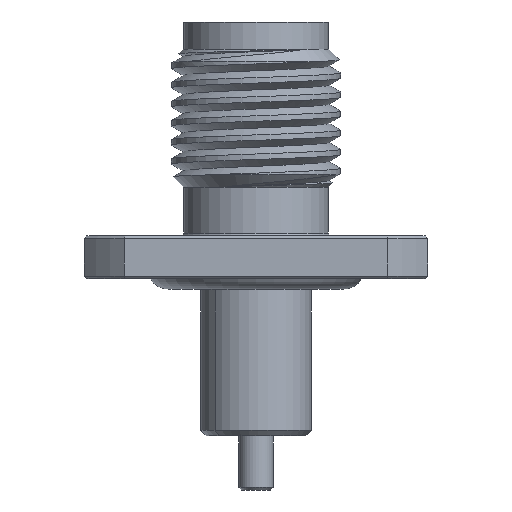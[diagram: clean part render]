
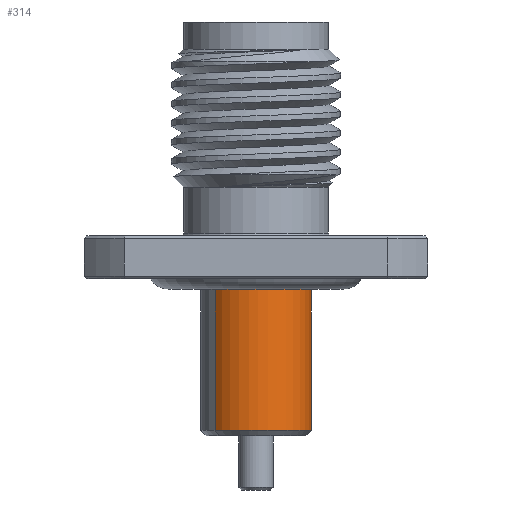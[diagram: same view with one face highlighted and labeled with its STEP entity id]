
A CAD part, front view. The second image highlights one B-rep face of the part: STEP entity #314.
In plain terms, the highlighted cylindrical face has radius 2.05 mm (diameter 4.1 mm), a partial arc.
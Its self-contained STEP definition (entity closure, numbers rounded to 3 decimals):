
#48 = ORIENTED_EDGE ( 'NONE', *, *, #1995, .F. ) ;
#121 = DIRECTION ( 'NONE',  ( 0., 0., 1. ) ) ;
#197 = CARTESIAN_POINT ( 'NONE',  ( -1.511, -1.386, -2. ) ) ;
#314 = ADVANCED_FACE ( 'NONE', ( #2451 ), #1880, .T. ) ;
#361 = EDGE_CURVE ( 'NONE', #4403, #4130, #1812, .T. ) ;
#574 = LINE ( 'NONE', #197, #853 ) ;
#657 = CARTESIAN_POINT ( 'NONE',  ( -1.511, -1.386, -15.1 ) ) ;
#672 = CARTESIAN_POINT ( 'NONE',  ( 0., 0., -15.1 ) ) ;
#774 = EDGE_LOOP ( 'NONE', ( #1484, #3565, #1041, #48 ) ) ;
#853 = VECTOR ( 'NONE', #2597, 1000. ) ;
#856 = CARTESIAN_POINT ( 'NONE',  ( 1.511, 1.386, -2. ) ) ;
#963 = DIRECTION ( 'NONE',  ( 0.737, 0.676, 0. ) ) ;
#1041 = ORIENTED_EDGE ( 'NONE', *, *, #361, .T. ) ;
#1319 = CARTESIAN_POINT ( 'NONE',  ( 0., 0., -6.6 ) ) ;
#1484 = ORIENTED_EDGE ( 'NONE', *, *, #3246, .F. ) ;
#1696 = DIRECTION ( 'NONE',  ( 0., 0., 1. ) ) ;
#1724 = AXIS2_PLACEMENT_3D ( 'NONE', #672, #1696, #3054 ) ;
#1796 = EDGE_CURVE ( 'NONE', #2861, #4403, #2500, .T. ) ;
#1812 = LINE ( 'NONE', #856, #3035 ) ;
#1880 = CYLINDRICAL_SURFACE ( 'NONE', #1976, 2.05 ) ;
#1976 = AXIS2_PLACEMENT_3D ( 'NONE', #3877, #121, #3898 ) ;
#1995 = EDGE_CURVE ( 'NONE', #4302, #4130, #2984, .T. ) ;
#2185 = CARTESIAN_POINT ( 'NONE',  ( 1.511, 1.386, -15.1 ) ) ;
#2218 = DIRECTION ( 'NONE',  ( 0., 0., 1. ) ) ;
#2451 = FACE_OUTER_BOUND ( 'NONE', #774, .T. ) ;
#2469 = AXIS2_PLACEMENT_3D ( 'NONE', #1319, #2670, #963 ) ;
#2500 = CIRCLE ( 'NONE', #1724, 2.05 ) ;
#2597 = DIRECTION ( 'NONE',  ( 0., 0., 1. ) ) ;
#2670 = DIRECTION ( 'NONE',  ( 0., 0., 1. ) ) ;
#2816 = CARTESIAN_POINT ( 'NONE',  ( -1.511, -1.386, -6.6 ) ) ;
#2861 = VERTEX_POINT ( 'NONE', #657 ) ;
#2984 = CIRCLE ( 'NONE', #2469, 2.05 ) ;
#3035 = VECTOR ( 'NONE', #2218, 1000. ) ;
#3054 = DIRECTION ( 'NONE',  ( 0.737, 0.676, 0. ) ) ;
#3246 = EDGE_CURVE ( 'NONE', #2861, #4302, #574, .T. ) ;
#3565 = ORIENTED_EDGE ( 'NONE', *, *, #1796, .T. ) ;
#3697 = CARTESIAN_POINT ( 'NONE',  ( 1.511, 1.386, -6.6 ) ) ;
#3877 = CARTESIAN_POINT ( 'NONE',  ( 0., 0., -2. ) ) ;
#3898 = DIRECTION ( 'NONE',  ( 0.737, 0.676, 0. ) ) ;
#4130 = VERTEX_POINT ( 'NONE', #3697 ) ;
#4302 = VERTEX_POINT ( 'NONE', #2816 ) ;
#4403 = VERTEX_POINT ( 'NONE', #2185 ) ;
